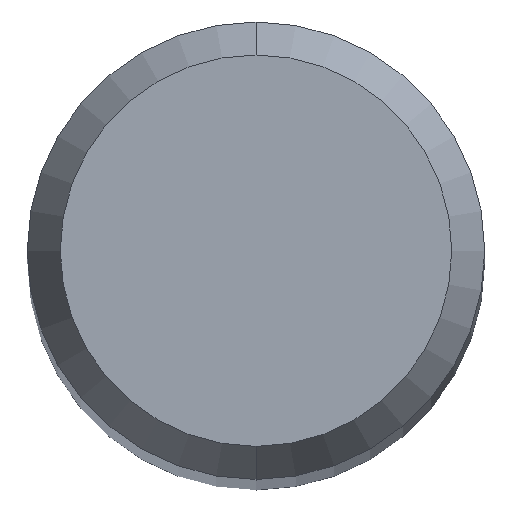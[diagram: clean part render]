
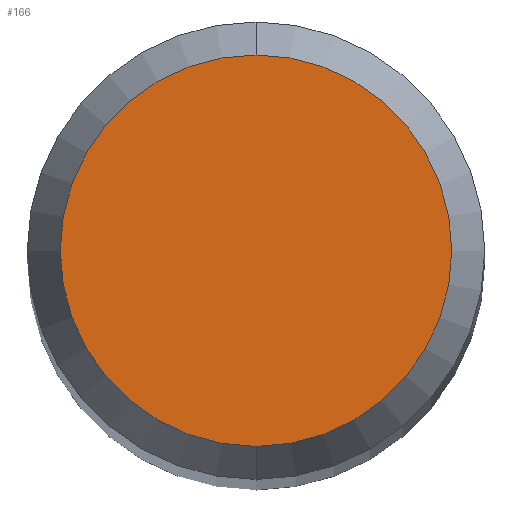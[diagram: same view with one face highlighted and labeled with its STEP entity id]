
A CAD part, top view. The second image highlights one B-rep face of the part: STEP entity #166.
In plain terms, the highlighted planar face has unit normal (0, 0, 1).
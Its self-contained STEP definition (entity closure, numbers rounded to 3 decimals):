
#126=EDGE_CURVE('',#170,#178,#269,.T.);
#166=ADVANCED_FACE('',(#312),#313,.T.);
#170=VERTEX_POINT('',#317);
#172=EDGE_CURVE('',#178,#170,#319,.T.);
#178=VERTEX_POINT('',#326);
#269=CIRCLE('',#425,1.358);
#312=FACE_OUTER_BOUND('',#479,.T.);
#313=PLANE('',#480);
#317=CARTESIAN_POINT('',(0.0,1.358,0.01));
#319=CIRCLE('',#487,1.358);
#326=CARTESIAN_POINT('',(0.,-1.358,0.01));
#425=AXIS2_PLACEMENT_3D('',#602,#603,#604);
#479=EDGE_LOOP('',(#650,#651));
#480=AXIS2_PLACEMENT_3D('',#652,#653,#654);
#487=AXIS2_PLACEMENT_3D('',#655,#656,#657);
#602=CARTESIAN_POINT('',(0.0,0.0,0.01));
#603=DIRECTION('',(0.0,0.0,-1.0));
#604=DIRECTION('',(0.0,1.0,0.0));
#650=ORIENTED_EDGE('',*,*,#126,.F.);
#651=ORIENTED_EDGE('',*,*,#172,.F.);
#652=CARTESIAN_POINT('',(0.0,0.679,0.01));
#653=DIRECTION('',(-0.0,0.0,1.0));
#654=DIRECTION('',(0.0,-1.0,0.0));
#655=CARTESIAN_POINT('',(0.0,0.0,0.01));
#656=DIRECTION('',(0.0,0.0,-1.0));
#657=DIRECTION('',(0.0,1.0,0.0));
